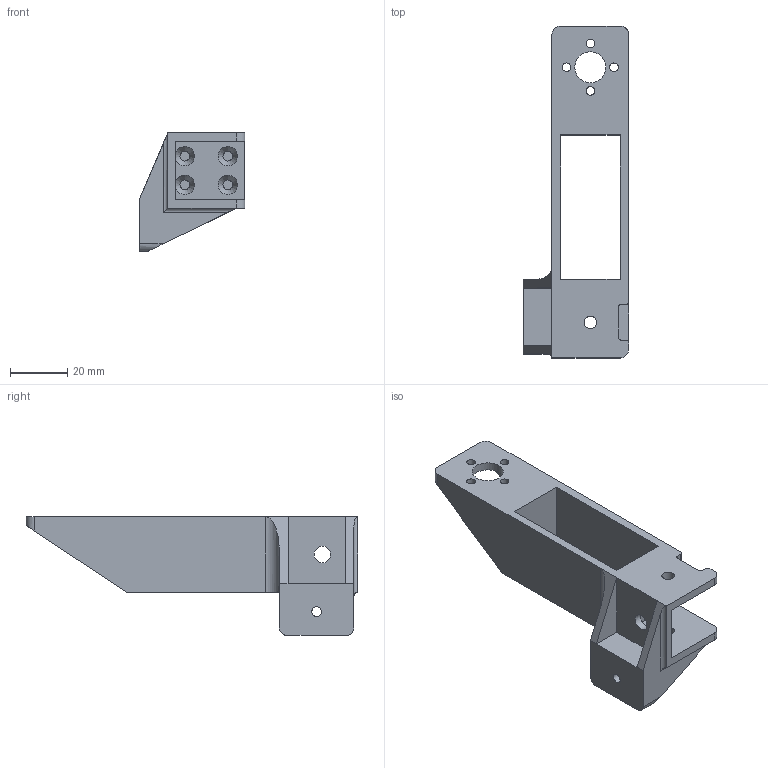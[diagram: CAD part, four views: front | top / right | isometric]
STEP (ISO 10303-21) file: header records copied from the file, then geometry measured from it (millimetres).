
FILE_DESCRIPTION(('FreeCAD Model'),'2;1');
FILE_NAME('X-Z_Axis_Left.step','2018-09-09T11:29:42',('Author'),(''), 'Open CASCADE STEP processor 6.8','FreeCAD','Unknown');
FILE_SCHEMA(('AUTOMOTIVE_DESIGN_CC2 { 1 2 10303 214 -1 1 5 4 }'));
Length unit declared in the file: millimetre
Products named in the file (2): ASSEMBLY; X/Z_Axis_Left
Assembly tree (1 placements, depth 2):
  ASSEMBLY
    X/Z_Axis_Left
Bounding box: 36.8 x 115.8 x 41.4 mm (x, y, z)
Volume: 26604.2 mm3; surface area: 19067.7 mm2
Topology: 1 solids, 1 shells, 69 faces, 186 edges, 118 vertices
Faces by surface type: plane 39, cylinder 26, cone 4
Full cylindrical faces by diameter (mm): 3 x4, 3.4 x5, 4.4 x2, 5.8 x1, 10.8 x1
Entity records: 4806 total; most frequent: CARTESIAN_POINT 1053, DIRECTION 685, LINE 410, VECTOR 410, ORIENTED_EDGE 372, PCURVE 372, DEFINITIONAL_REPRESENTATION 372, EDGE_CURVE 186
